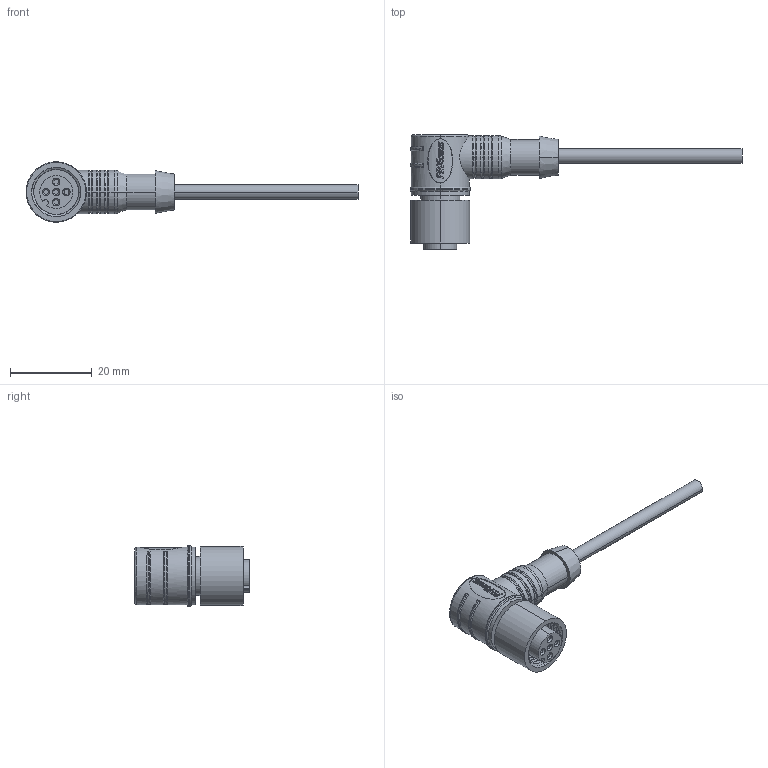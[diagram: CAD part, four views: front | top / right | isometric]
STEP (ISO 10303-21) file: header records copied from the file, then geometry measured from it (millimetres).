
FILE_DESCRIPTION (( 'STEP AP203' ), '1' );
FILE_NAME ('P106.STEP', '2020-03-31T03:34:25', ( 'edpusr' ), ( 'Microsoft' ), 'SwSTEP 2.0', 'SolidWorks 2015', '' );
FILE_SCHEMA (( 'CONFIG_CONTROL_DESIGN' ));
Length unit declared in the file: millimetre
Products named in the file (1): P106
Bounding box: 81.3 x 28 x 14.8 mm (x, y, z)
Volume: 5865.2 mm3; surface area: 3871.2 mm2
Topology: 2 solids, 2 shells, 337 faces, 887 edges, 579 vertices
Faces by surface type: bspline 201, cylinder 76, plane 46, cone 14
Entity records: 16877 total; most frequent: CARTESIAN_POINT 9797, ORIENTED_EDGE 1774, DIRECTION 919, EDGE_CURVE 887, VERTEX_POINT 579, B_SPLINE_CURVE_WITH_KNOTS 364, EDGE_LOOP 362, ADVANCED_FACE 337
